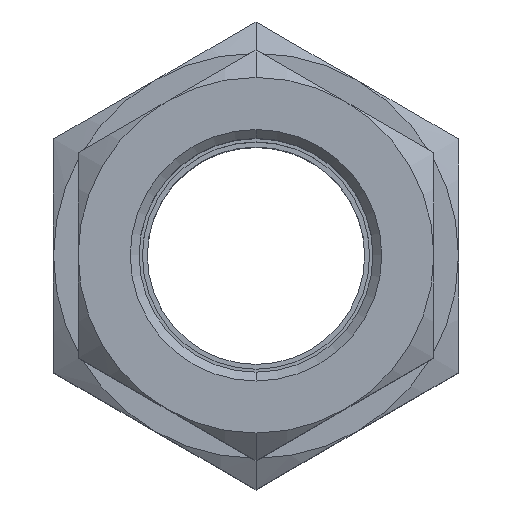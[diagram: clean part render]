
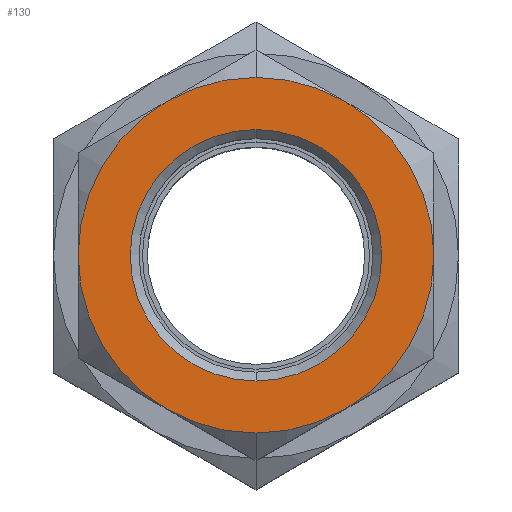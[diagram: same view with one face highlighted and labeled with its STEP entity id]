
A CAD part, top view. The second image highlights one B-rep face of the part: STEP entity #130.
In plain terms, the highlighted planar face has unit normal (0, 0, 1).
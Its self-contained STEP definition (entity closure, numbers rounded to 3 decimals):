
#130=ADVANCED_FACE('',(#315,#316),#317,.T.);
#315=FACE_OUTER_BOUND('',#542,.T.);
#316=FACE_BOUND('',#543,.T.);
#317=PLANE('',#544);
#542=EDGE_LOOP('',(#1250,#1251,#1252,#1253,#1254,#1255,#1256,#1257));
#543=EDGE_LOOP('',(#1258,#1259));
#544=AXIS2_PLACEMENT_3D('',#1260,#1261,#1262);
#1250=ORIENTED_EDGE('',*,*,#1595,.T.);
#1251=ORIENTED_EDGE('',*,*,#1594,.T.);
#1252=ORIENTED_EDGE('',*,*,#1424,.T.);
#1253=ORIENTED_EDGE('',*,*,#1593,.T.);
#1254=ORIENTED_EDGE('',*,*,#1592,.T.);
#1255=ORIENTED_EDGE('',*,*,#1591,.T.);
#1256=ORIENTED_EDGE('',*,*,#1590,.T.);
#1257=ORIENTED_EDGE('',*,*,#1428,.T.);
#1258=ORIENTED_EDGE('',*,*,#1413,.T.);
#1259=ORIENTED_EDGE('',*,*,#1596,.T.);
#1260=CARTESIAN_POINT('',(0.0,0.0,23.0));
#1261=DIRECTION('',(0.0,0.0,1.0));
#1262=DIRECTION('',(1.0,-0.0,0.0));
#1413=EDGE_CURVE('',#1869,#1867,#1870,.T.);
#1424=EDGE_CURVE('',#1889,#1886,#1890,.T.);
#1428=EDGE_CURVE('',#1893,#1895,#1897,.T.);
#1590=EDGE_CURVE('',#2133,#1893,#2157,.T.);
#1591=EDGE_CURVE('',#2138,#2133,#2158,.T.);
#1592=EDGE_CURVE('',#2143,#2138,#2159,.T.);
#1593=EDGE_CURVE('',#1886,#2143,#2160,.T.);
#1594=EDGE_CURVE('',#2150,#1889,#2161,.T.);
#1595=EDGE_CURVE('',#1895,#2150,#2162,.T.);
#1596=EDGE_CURVE('',#1867,#1869,#2163,.T.);
#1867=VERTEX_POINT('',#2314);
#1869=VERTEX_POINT('',#2317);
#1870=CIRCLE('',#2318,12.733);
#1886=VERTEX_POINT('',#2380);
#1889=VERTEX_POINT('',#2384);
#1890=CIRCLE('',#2385,18.0);
#1893=VERTEX_POINT('',#2396);
#1895=VERTEX_POINT('',#2399);
#1897=CIRCLE('',#2408,18.0);
#2133=VERTEX_POINT('',#2973);
#2138=VERTEX_POINT('',#2994);
#2143=VERTEX_POINT('',#3015);
#2150=VERTEX_POINT('',#3046);
#2157=CIRCLE('',#3077,18.0);
#2158=CIRCLE('',#3078,18.0);
#2159=CIRCLE('',#3079,18.0);
#2160=CIRCLE('',#3080,18.0);
#2161=CIRCLE('',#3081,18.0);
#2162=CIRCLE('',#3082,18.0);
#2163=CIRCLE('',#3083,12.733);
#2314=CARTESIAN_POINT('',(0.,12.733,23.0));
#2317=CARTESIAN_POINT('',(0.0,-12.733,23.0));
#2318=AXIS2_PLACEMENT_3D('',#3351,#3352,#3353);
#2380=CARTESIAN_POINT('',(0.,18.0,23.0));
#2384=CARTESIAN_POINT('',(9.,15.588,23.0));
#2385=AXIS2_PLACEMENT_3D('',#3369,#3370,#3371);
#2396=CARTESIAN_POINT('',(0.,-18.0,23.0));
#2399=CARTESIAN_POINT('',(9.,-15.588,23.0));
#2408=AXIS2_PLACEMENT_3D('',#3373,#3374,#3375);
#2973=CARTESIAN_POINT('',(-9.,-15.588,23.0));
#2994=CARTESIAN_POINT('',(-18.0,0.,23.0));
#3015=CARTESIAN_POINT('',(-9.,15.588,23.0));
#3046=CARTESIAN_POINT('',(18.0,0.,23.0));
#3077=AXIS2_PLACEMENT_3D('',#3569,#3570,#3571);
#3078=AXIS2_PLACEMENT_3D('',#3572,#3573,#3574);
#3079=AXIS2_PLACEMENT_3D('',#3575,#3576,#3577);
#3080=AXIS2_PLACEMENT_3D('',#3578,#3579,#3580);
#3081=AXIS2_PLACEMENT_3D('',#3581,#3582,#3583);
#3082=AXIS2_PLACEMENT_3D('',#3584,#3585,#3586);
#3083=AXIS2_PLACEMENT_3D('',#3587,#3588,#3589);
#3351=CARTESIAN_POINT('',(0.0,0.0,23.0));
#3352=DIRECTION('',(0.0,0.0,-1.0));
#3353=DIRECTION('',(0.0,1.0,0.0));
#3369=CARTESIAN_POINT('',(0.0,0.0,23.0));
#3370=DIRECTION('',(0.0,-0.0,1.0));
#3371=DIRECTION('',(0.5,0.866,0.0));
#3373=CARTESIAN_POINT('',(0.0,0.0,23.0));
#3374=DIRECTION('',(0.0,0.0,1.0));
#3375=DIRECTION('',(-0.5,-0.866,0.0));
#3569=CARTESIAN_POINT('',(0.0,0.0,23.0));
#3570=DIRECTION('',(0.0,0.0,1.0));
#3571=DIRECTION('',(-0.5,-0.866,0.0));
#3572=CARTESIAN_POINT('',(0.0,0.0,23.0));
#3573=DIRECTION('',(0.0,0.0,1.0));
#3574=DIRECTION('',(-1.0,0.,0.0));
#3575=CARTESIAN_POINT('',(0.0,0.0,23.0));
#3576=DIRECTION('',(0.0,0.0,1.0));
#3577=DIRECTION('',(-0.5,0.866,0.0));
#3578=CARTESIAN_POINT('',(0.0,0.0,23.0));
#3579=DIRECTION('',(0.0,-0.0,1.0));
#3580=DIRECTION('',(0.5,0.866,0.0));
#3581=CARTESIAN_POINT('',(0.0,0.0,23.0));
#3582=DIRECTION('',(0.0,0.0,1.0));
#3583=DIRECTION('',(1.0,0.,0.0));
#3584=CARTESIAN_POINT('',(0.0,0.0,23.0));
#3585=DIRECTION('',(0.0,0.0,1.0));
#3586=DIRECTION('',(0.5,-0.866,0.0));
#3587=CARTESIAN_POINT('',(0.0,0.0,23.0));
#3588=DIRECTION('',(0.0,0.0,-1.0));
#3589=DIRECTION('',(0.0,1.0,0.0));
